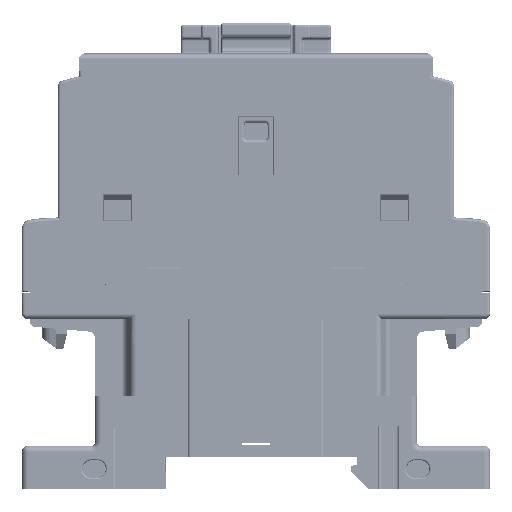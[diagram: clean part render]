
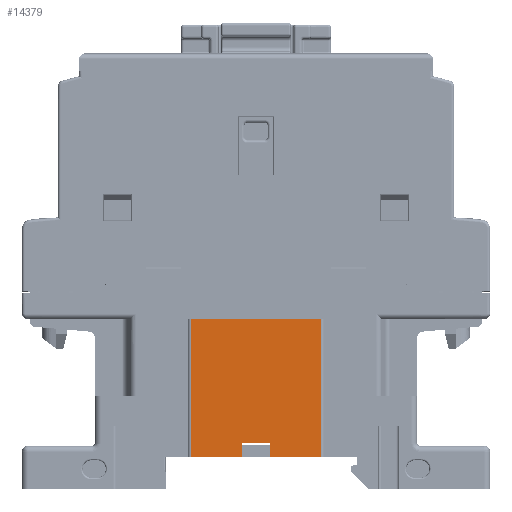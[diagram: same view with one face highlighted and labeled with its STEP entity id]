
A CAD part, left-side view. The second image highlights one B-rep face of the part: STEP entity #14379.
In plain terms, the highlighted planar face has unit normal (-1, 0, 0).
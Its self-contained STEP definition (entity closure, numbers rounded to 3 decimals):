
#14379=ADVANCED_FACE('',(#22233),#17539,.T.);
#17539=PLANE('',#121645);
#22233=FACE_OUTER_BOUND('',#27850,.T.);
#27850=EDGE_LOOP('',(#55193,#55194,#55195,#55196,#55197,#55198,#55199,#55200));
#55193=ORIENTED_EDGE('',*,*,#87440,.F.);
#55194=ORIENTED_EDGE('',*,*,#87117,.F.);
#55195=ORIENTED_EDGE('',*,*,#87294,.T.);
#55196=ORIENTED_EDGE('',*,*,#87290,.T.);
#55197=ORIENTED_EDGE('',*,*,#87297,.T.);
#55198=ORIENTED_EDGE('',*,*,#87102,.F.);
#55199=ORIENTED_EDGE('',*,*,#87435,.F.);
#55200=ORIENTED_EDGE('',*,*,#86361,.T.);
#69573=VERTEX_POINT('',#200072);
#69574=VERTEX_POINT('',#200074);
#70073=VERTEX_POINT('',#201482);
#70074=VERTEX_POINT('',#201484);
#70087=VERTEX_POINT('',#201511);
#70088=VERTEX_POINT('',#201513);
#70188=VERTEX_POINT('',#201842);
#70189=VERTEX_POINT('',#201843);
#86361=EDGE_CURVE('',#69574,#69573,#99263,.T.);
#87102=EDGE_CURVE('',#70073,#70074,#99860,.T.);
#87117=EDGE_CURVE('',#70087,#70088,#99871,.T.);
#87290=EDGE_CURVE('',#70188,#70189,#100003,.T.);
#87294=EDGE_CURVE('',#70087,#70188,#100007,.T.);
#87297=EDGE_CURVE('',#70189,#70074,#100010,.T.);
#87435=EDGE_CURVE('',#69574,#70073,#100116,.T.);
#87440=EDGE_CURVE('',#70088,#69573,#100121,.T.);
#99263=LINE('',#200073,#111055);
#99860=LINE('',#201483,#111652);
#99871=LINE('',#201512,#111663);
#100003=LINE('',#201841,#111795);
#100007=LINE('',#201850,#111799);
#100010=LINE('',#201854,#111802);
#100116=LINE('',#202129,#111908);
#100121=LINE('',#202140,#111913);
#111055=VECTOR('',#148051,1.);
#111652=VECTOR('',#149274,1.);
#111663=VECTOR('',#149293,1.);
#111795=VECTOR('',#149619,1.);
#111799=VECTOR('',#149625,1.);
#111802=VECTOR('',#149630,1.);
#111908=VECTOR('',#149972,1.);
#111913=VECTOR('',#149989,1.);
#121645=AXIS2_PLACEMENT_3D('',#202141,#149990,#149991);
#148051=DIRECTION('',(0.,1.,0.));
#149274=DIRECTION('',(0.,1.,0.));
#149293=DIRECTION('',(0.,1.,0.));
#149619=DIRECTION('',(0.,-1.,0.));
#149625=DIRECTION('',(0.,0.,1.));
#149630=DIRECTION('',(0.,0.,-1.));
#149972=DIRECTION('',(0.,0.,-1.));
#149989=DIRECTION('',(0.,0.,1.));
#149990=DIRECTION('',(-1.,0.,0.));
#149991=DIRECTION('',(0.,0.,1.));
#200072=CARTESIAN_POINT('',(-21.7,11.3,29.5));
#200073=CARTESIAN_POINT('',(-21.7,-11.8,29.5));
#200074=CARTESIAN_POINT('',(-21.7,-11.3,29.5));
#201482=CARTESIAN_POINT('',(-21.7,-11.3,5.5));
#201483=CARTESIAN_POINT('',(-21.7,-14.65,5.5));
#201484=CARTESIAN_POINT('',(-21.7,-2.5,5.5));
#201511=CARTESIAN_POINT('',(-21.7,2.5,5.5));
#201512=CARTESIAN_POINT('',(-21.7,-14.65,5.5));
#201513=CARTESIAN_POINT('',(-21.7,11.3,5.5));
#201841=CARTESIAN_POINT('',(-21.7,-5.9,8.));
#201842=CARTESIAN_POINT('',(-21.7,2.5,8.));
#201843=CARTESIAN_POINT('',(-21.7,-2.5,8.));
#201850=CARTESIAN_POINT('',(-21.7,2.5,5.5));
#201854=CARTESIAN_POINT('',(-21.7,-2.5,5.5));
#202129=CARTESIAN_POINT('',(-21.7,-11.3,5.5));
#202140=CARTESIAN_POINT('',(-21.7,11.3,5.5));
#202141=CARTESIAN_POINT('',(-21.7,-11.8,5.5));
